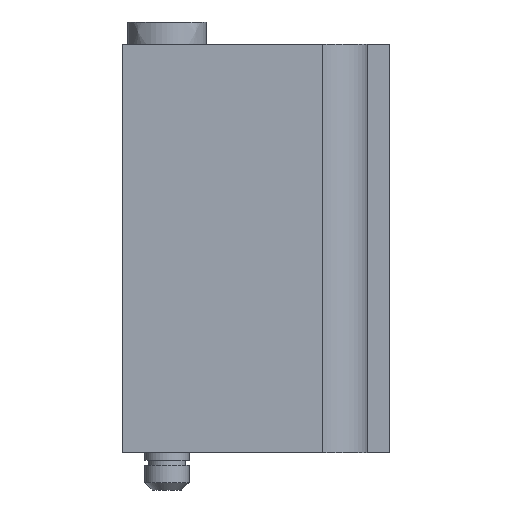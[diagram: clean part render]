
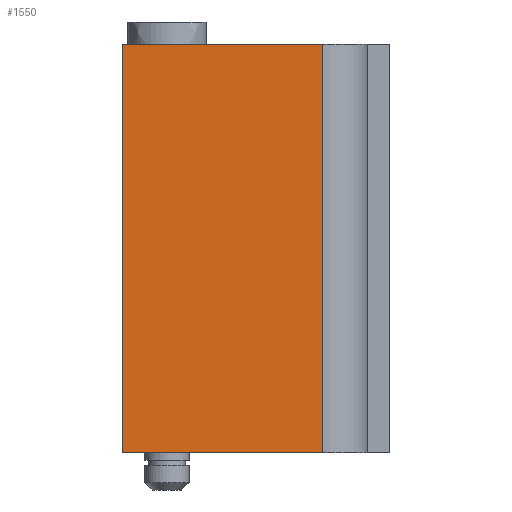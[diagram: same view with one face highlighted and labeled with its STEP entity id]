
A CAD part, left-side view. The second image highlights one B-rep face of the part: STEP entity #1550.
In plain terms, the highlighted free-form (B-spline) face has degree [1, 1] with [2, 2] control points.
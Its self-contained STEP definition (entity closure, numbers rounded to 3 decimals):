
#1484=CARTESIAN_POINT('',(-27.5,-21.0,5.0));
#1485=VERTEX_POINT('',#1484);
#1500=CARTESIAN_POINT('',(-27.5,-21.0,60.0));
#1501=VERTEX_POINT('',#1500);
#1515=CARTESIAN_POINT('',(-27.5,-21.0,60.0));
#1516=CARTESIAN_POINT('',(-27.5,-21.0,5.0));
#1517=QUASI_UNIFORM_CURVE('',1,(#1515,#1516),.UNSPECIFIED.,.F.,.U.);
#1518=EDGE_CURVE('',#1501,#1485,#1517,.T.);
#1523=CARTESIAN_POINT('',(-27.5,-22.349,62.747));
#1524=CARTESIAN_POINT('',(-27.5,-22.349,2.253));
#1525=CARTESIAN_POINT('',(-27.5,7.349,62.747));
#1526=CARTESIAN_POINT('',(-27.5,7.349,2.253));
#1527=B_SPLINE_SURFACE_WITH_KNOTS('',1,1,((#1523,#1525),(#1524,#1526)),.UNSPECIFIED.,.F.,.F.,.U.,(2,2),(2,2),(0.0,60.495),(0.0,29.697),.UNSPECIFIED.);
#1528=CARTESIAN_POINT('',(-27.5,6.0,5.0));
#1529=VERTEX_POINT('',#1528);
#1530=CARTESIAN_POINT('',(-27.5,6.0,5.0));
#1531=CARTESIAN_POINT('',(-27.5,-21.0,5.0));
#1532=QUASI_UNIFORM_CURVE('',1,(#1530,#1531),.UNSPECIFIED.,.F.,.U.);
#1533=EDGE_CURVE('',#1529,#1485,#1532,.T.);
#1534=ORIENTED_EDGE('',*,*,#1533,.T.);
#1535=ORIENTED_EDGE('',*,*,#1518,.F.);
#1536=CARTESIAN_POINT('',(-27.5,6.0,60.0));
#1537=VERTEX_POINT('',#1536);
#1538=CARTESIAN_POINT('',(-27.5,6.0,60.0));
#1539=CARTESIAN_POINT('',(-27.5,-21.0,60.0));
#1540=QUASI_UNIFORM_CURVE('',1,(#1538,#1539),.UNSPECIFIED.,.F.,.U.);
#1541=EDGE_CURVE('',#1537,#1501,#1540,.T.);
#1542=ORIENTED_EDGE('',*,*,#1541,.F.);
#1543=CARTESIAN_POINT('',(-27.5,6.0,60.0));
#1544=CARTESIAN_POINT('',(-27.5,6.0,5.0));
#1545=QUASI_UNIFORM_CURVE('',1,(#1543,#1544),.UNSPECIFIED.,.F.,.U.);
#1546=EDGE_CURVE('',#1537,#1529,#1545,.T.);
#1547=ORIENTED_EDGE('',*,*,#1546,.T.);
#1548=EDGE_LOOP('',(#1534,#1535,#1542,#1547));
#1549=FACE_OUTER_BOUND('',#1548,.T.);
#1550=ADVANCED_FACE('',(#1549),#1527,.F.);
